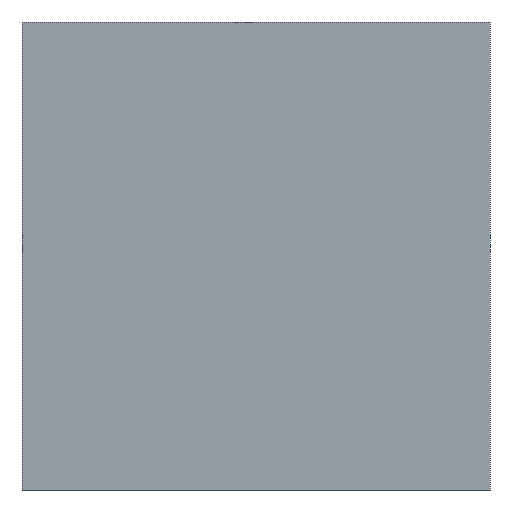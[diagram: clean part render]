
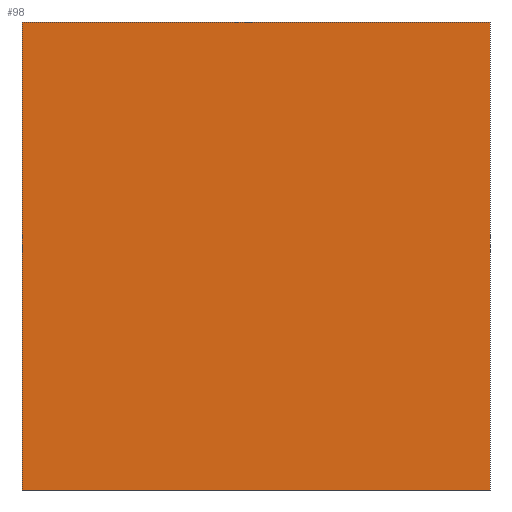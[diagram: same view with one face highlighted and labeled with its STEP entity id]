
A CAD part, left-side view. The second image highlights one B-rep face of the part: STEP entity #98.
In plain terms, the highlighted planar face has unit normal (-1, 0, 0).
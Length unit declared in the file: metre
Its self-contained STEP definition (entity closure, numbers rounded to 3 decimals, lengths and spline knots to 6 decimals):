
#12=ORIENTED_EDGE('',*,*,#36,.F.);
#13=ORIENTED_EDGE('',*,*,#37,.F.);
#14=ORIENTED_EDGE('',*,*,#38,.T.);
#15=ORIENTED_EDGE('',*,*,#39,.T.);
#36=EDGE_CURVE('',#48,#49,#56,.T.);
#37=EDGE_CURVE('',#50,#48,#57,.T.);
#38=EDGE_CURVE('',#50,#51,#58,.T.);
#39=EDGE_CURVE('',#51,#49,#59,.T.);
#48=VERTEX_POINT('',#152);
#49=VERTEX_POINT('',#153);
#50=VERTEX_POINT('',#155);
#51=VERTEX_POINT('',#157);
#56=LINE('',#151,#68);
#57=LINE('',#154,#69);
#58=LINE('',#156,#70);
#59=LINE('',#158,#71);
#68=VECTOR('',#127,1.);
#69=VECTOR('',#128,1.);
#70=VECTOR('',#129,1.);
#71=VECTOR('',#130,1.);
#80=EDGE_LOOP('',(#12,#13,#14,#15));
#86=FACE_BOUND('',#80,.T.);
#92=PLANE('',#117);
#98=ADVANCED_FACE('',(#86),#92,.T.);
#117=AXIS2_PLACEMENT_3D('',#150,#125,#126);
#125=DIRECTION('',(-1.,0.,0.));
#126=DIRECTION('',(0.,0.,1.));
#127=DIRECTION('',(0.,1.,0.));
#128=DIRECTION('',(0.,0.,-1.));
#129=DIRECTION('',(0.,1.,0.));
#130=DIRECTION('',(0.,0.,-1.));
#150=CARTESIAN_POINT('',(0.,0.1,0.2));
#151=CARTESIAN_POINT('',(0.,0.1,0.));
#152=CARTESIAN_POINT('',(0.,0.,0.));
#153=CARTESIAN_POINT('',(0.,0.2,0.));
#154=CARTESIAN_POINT('',(0.,0.,0.2));
#155=CARTESIAN_POINT('',(0.,0.,0.2));
#156=CARTESIAN_POINT('',(0.,0.1,0.2));
#157=CARTESIAN_POINT('',(0.,0.2,0.2));
#158=CARTESIAN_POINT('',(0.,0.2,0.2));
